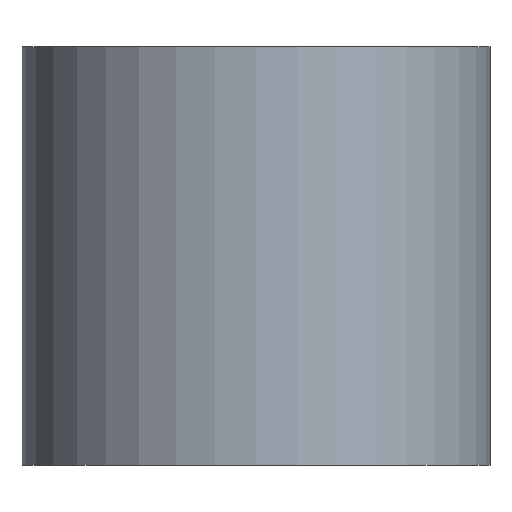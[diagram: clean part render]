
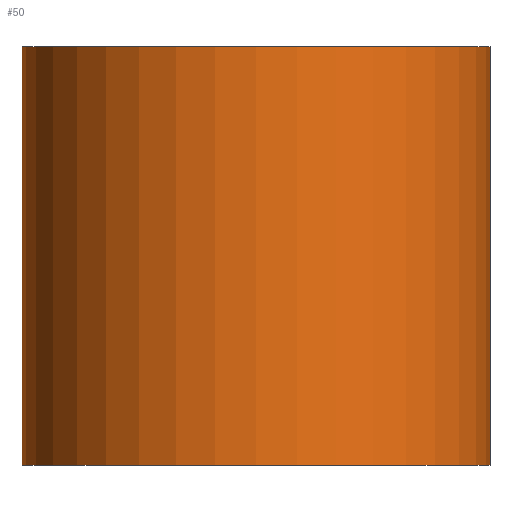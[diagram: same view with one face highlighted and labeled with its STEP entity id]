
A CAD part, front view. The second image highlights one B-rep face of the part: STEP entity #50.
In plain terms, the highlighted cylindrical face has radius 10 mm (diameter 20 mm), a full revolution.
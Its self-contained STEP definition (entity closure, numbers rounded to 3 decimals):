
#50=ADVANCED_FACE('',(#95,#96),#73,.T.);
#73=CYLINDRICAL_SURFACE('',#351,10.);
#95=FACE_BOUND('',#148,.T.);
#96=FACE_BOUND('',#149,.T.);
#148=EDGE_LOOP('',(#201));
#149=EDGE_LOOP('',(#202));
#201=ORIENTED_EDGE('',*,*,#285,.T.);
#202=ORIENTED_EDGE('',*,*,#284,.F.);
#257=VERTEX_POINT('',#524);
#258=VERTEX_POINT('',#527);
#284=EDGE_CURVE('',#257,#257,#314,.T.);
#285=EDGE_CURVE('',#258,#258,#315,.T.);
#314=CIRCLE('',#348,10.);
#315=CIRCLE('',#350,10.);
#348=AXIS2_PLACEMENT_3D('',#523,#415,#416);
#350=AXIS2_PLACEMENT_3D('',#526,#419,#420);
#351=AXIS2_PLACEMENT_3D('',#528,#421,#422);
#415=DIRECTION('',(0.,0.,-1.));
#416=DIRECTION('',(-1.,0.,0.));
#419=DIRECTION('',(0.,0.,-1.));
#420=DIRECTION('',(-1.,0.,0.));
#421=DIRECTION('',(0.,0.,-1.));
#422=DIRECTION('',(-1.,0.,0.));
#523=CARTESIAN_POINT('',(0.,0.,0.));
#524=CARTESIAN_POINT('',(-10.,0.,0.));
#526=CARTESIAN_POINT('',(0.,0.,17.9));
#527=CARTESIAN_POINT('',(-10.,0.,17.9));
#528=CARTESIAN_POINT('',(0.,0.,0.));
